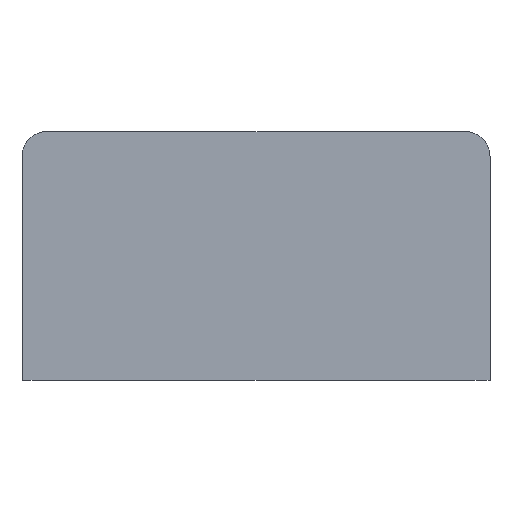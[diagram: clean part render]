
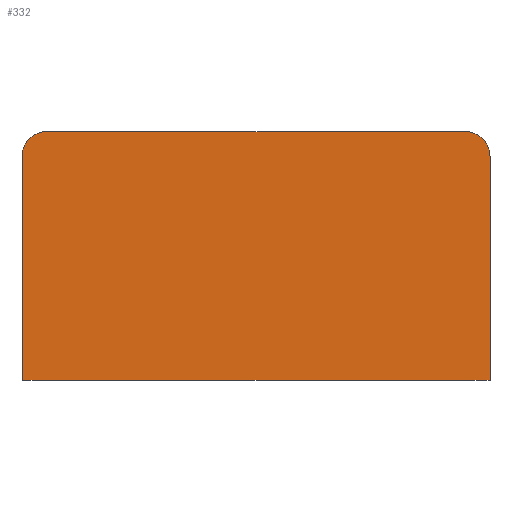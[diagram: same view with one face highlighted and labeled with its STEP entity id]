
A CAD part, front view. The second image highlights one B-rep face of the part: STEP entity #332.
In plain terms, the highlighted planar face has unit normal (0, -1, 0).
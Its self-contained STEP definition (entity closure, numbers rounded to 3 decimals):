
#10 = CARTESIAN_POINT ( 'NONE',  ( 47., -25., 0. ) ) ;
#19 = FACE_OUTER_BOUND ( 'NONE', #231, .T. ) ;
#25 = VERTEX_POINT ( 'NONE', #708 ) ;
#45 = AXIS2_PLACEMENT_3D ( 'NONE', #714, #320, #602 ) ;
#55 = DIRECTION ( 'NONE',  ( 0., 0., -1. ) ) ;
#76 = CIRCLE ( 'NONE', #45, 5. ) ;
#105 = VERTEX_POINT ( 'NONE', #200 ) ;
#108 = VERTEX_POINT ( 'NONE', #424 ) ;
#116 = EDGE_CURVE ( 'NONE', #608, #195, #676, .T. ) ;
#123 = DIRECTION ( 'NONE',  ( 1., 0., 0. ) ) ;
#155 = CARTESIAN_POINT ( 'NONE',  ( 42., -25., 45. ) ) ;
#164 = ORIENTED_EDGE ( 'NONE', *, *, #116, .F. ) ;
#180 = DIRECTION ( 'NONE',  ( 0., 1., 0. ) ) ;
#195 = VERTEX_POINT ( 'NONE', #221 ) ;
#198 = VERTEX_POINT ( 'NONE', #444 ) ;
#200 = CARTESIAN_POINT ( 'NONE',  ( -42., -25., 50. ) ) ;
#211 = ORIENTED_EDGE ( 'NONE', *, *, #611, .T. ) ;
#221 = CARTESIAN_POINT ( 'NONE',  ( 47., -25., 0. ) ) ;
#223 = AXIS2_PLACEMENT_3D ( 'NONE', #688, #180, #576 ) ;
#225 = DIRECTION ( 'NONE',  ( 0., 0., -1. ) ) ;
#231 = EDGE_LOOP ( 'NONE', ( #695, #330, #692, #211, #164, #562 ) ) ;
#278 = CARTESIAN_POINT ( 'NONE',  ( 47., -25., 45. ) ) ;
#317 = AXIS2_PLACEMENT_3D ( 'NONE', #155, #656, #648 ) ;
#320 = DIRECTION ( 'NONE',  ( 0., -1., 0. ) ) ;
#326 = CARTESIAN_POINT ( 'NONE',  ( -47., -25., 1.5 ) ) ;
#330 = ORIENTED_EDGE ( 'NONE', *, *, #385, .T. ) ;
#332 = ADVANCED_FACE ( 'NONE', ( #19 ), #461, .F. ) ;
#344 = CARTESIAN_POINT ( 'NONE',  ( 47., -25., 1.5 ) ) ;
#354 = CIRCLE ( 'NONE', #317, 5. ) ;
#367 = VECTOR ( 'NONE', #55, 1000. ) ;
#385 = EDGE_CURVE ( 'NONE', #105, #198, #76, .T. ) ;
#424 = CARTESIAN_POINT ( 'NONE',  ( -47., -25., 0. ) ) ;
#444 = CARTESIAN_POINT ( 'NONE',  ( -47., -25., 45. ) ) ;
#450 = EDGE_CURVE ( 'NONE', #608, #25, #354, .T. ) ;
#461 = PLANE ( 'NONE',  #223 ) ;
#469 = CARTESIAN_POINT ( 'NONE',  ( -47., -25., 50. ) ) ;
#523 = VECTOR ( 'NONE', #225, 1000. ) ;
#544 = VECTOR ( 'NONE', #123, 1000. ) ;
#562 = ORIENTED_EDGE ( 'NONE', *, *, #450, .T. ) ;
#567 = LINE ( 'NONE', #10, #631 ) ;
#576 = DIRECTION ( 'NONE',  ( 0., 0., 1. ) ) ;
#602 = DIRECTION ( 'NONE',  ( 0., 0., 1. ) ) ;
#608 = VERTEX_POINT ( 'NONE', #278 ) ;
#611 = EDGE_CURVE ( 'NONE', #108, #195, #567, .T. ) ;
#616 = DIRECTION ( 'NONE',  ( 1., 0., 0. ) ) ;
#621 = LINE ( 'NONE', #326, #367 ) ;
#628 = LINE ( 'NONE', #469, #544 ) ;
#631 = VECTOR ( 'NONE', #616, 1000. ) ;
#648 = DIRECTION ( 'NONE',  ( 0., 0., 1. ) ) ;
#650 = EDGE_CURVE ( 'NONE', #198, #108, #621, .T. ) ;
#656 = DIRECTION ( 'NONE',  ( 0., -1., 0. ) ) ;
#676 = LINE ( 'NONE', #344, #523 ) ;
#685 = EDGE_CURVE ( 'NONE', #105, #25, #628, .T. ) ;
#688 = CARTESIAN_POINT ( 'NONE',  ( 47., -25., 1.5 ) ) ;
#692 = ORIENTED_EDGE ( 'NONE', *, *, #650, .T. ) ;
#695 = ORIENTED_EDGE ( 'NONE', *, *, #685, .F. ) ;
#708 = CARTESIAN_POINT ( 'NONE',  ( 42., -25., 50. ) ) ;
#714 = CARTESIAN_POINT ( 'NONE',  ( -42., -25., 45. ) ) ;
